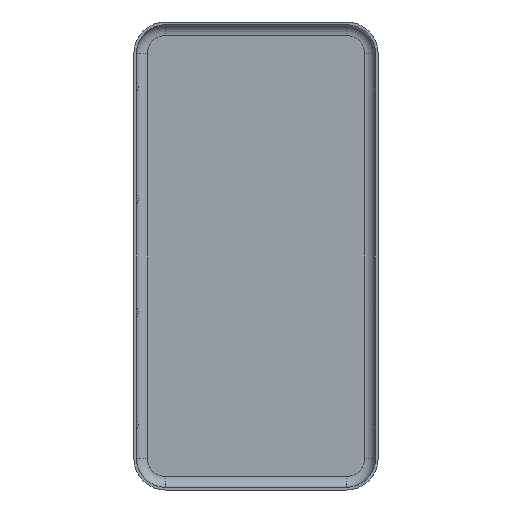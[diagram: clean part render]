
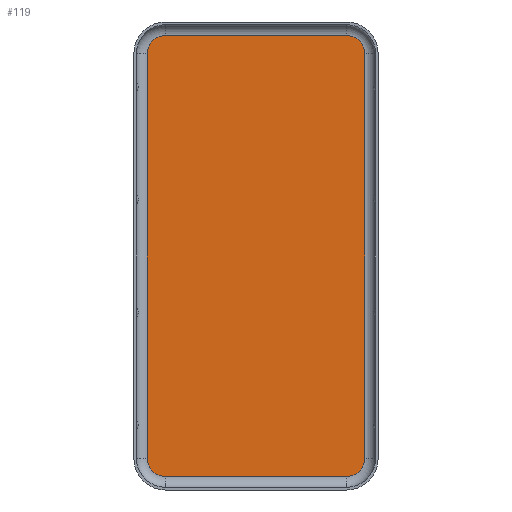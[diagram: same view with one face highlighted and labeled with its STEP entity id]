
A CAD part, front view. The second image highlights one B-rep face of the part: STEP entity #119.
In plain terms, the highlighted planar face has unit normal (0, -1, 0).
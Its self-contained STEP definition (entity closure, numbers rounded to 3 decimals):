
#119 = ADVANCED_FACE( 'NONE', ( #268 ), #269, .T. );
#268 = FACE_OUTER_BOUND( '', #445, .T. );
#269 = PLANE( '', #446 );
#445 = EDGE_LOOP( '', ( #714, #715, #716, #717, #718, #719, #720, #721 ) );
#446 = AXIS2_PLACEMENT_3D( '', #722, #723, #724 );
#714 = ORIENTED_EDGE( '', *, *, #1027, .F. );
#715 = ORIENTED_EDGE( '', *, *, #998, .F. );
#716 = ORIENTED_EDGE( '', *, *, #1028, .F. );
#717 = ORIENTED_EDGE( '', *, *, #973, .T. );
#718 = ORIENTED_EDGE( '', *, *, #1022, .T. );
#719 = ORIENTED_EDGE( '', *, *, #1029, .F. );
#720 = ORIENTED_EDGE( '', *, *, #1016, .T. );
#721 = ORIENTED_EDGE( '', *, *, #993, .T. );
#722 = CARTESIAN_POINT( '', ( 10.05, 0., -22.45 ) );
#723 = DIRECTION( '', ( 0., -1., 0. ) );
#724 = DIRECTION( '', ( 0., 0., -1. ) );
#973 = EDGE_CURVE( 'NONE', #1147, #1145, #1148, .T. );
#993 = EDGE_CURVE( 'NONE', #1176, #1174, #1177, .T. );
#998 = EDGE_CURVE( 'NONE', #1183, #1185, #1186, .T. );
#1016 = EDGE_CURVE( 'NONE', #1213, #1176, #1214, .T. );
#1022 = EDGE_CURVE( 'NONE', #1145, #1219, #1221, .T. );
#1027 = EDGE_CURVE( 'NONE', #1185, #1174, #1227, .T. );
#1028 = EDGE_CURVE( 'NONE', #1147, #1183, #1228, .T. );
#1029 = EDGE_CURVE( 'NONE', #1213, #1219, #1229, .T. );
#1145 = VERTEX_POINT( 'NONE', #1369 );
#1147 = VERTEX_POINT( 'NONE', #1371 );
#1148 = CIRCLE( '', #1372, 2. );
#1174 = VERTEX_POINT( 'NONE', #1401 );
#1176 = VERTEX_POINT( 'NONE', #1403 );
#1177 = CIRCLE( '', #1404, 2. );
#1183 = VERTEX_POINT( 'NONE', #1410 );
#1185 = VERTEX_POINT( 'NONE', #1412 );
#1186 = CIRCLE( '', #1413, 2. );
#1213 = VERTEX_POINT( 'NONE', #1448 );
#1214 = LINE( '', #1449, #1450 );
#1219 = VERTEX_POINT( 'NONE', #1456 );
#1221 = LINE( '', #1458, #1459 );
#1227 = LINE( '', #1466, #1467 );
#1228 = LINE( '', #1468, #1469 );
#1229 = CIRCLE( '', #1470, 2. );
#1369 = CARTESIAN_POINT( '', ( 10.05, 0., 24.45 ) );
#1371 = CARTESIAN_POINT( '', ( 12.05, 0., 22.45 ) );
#1372 = AXIS2_PLACEMENT_3D( '', #1607, #1608, #1609 );
#1401 = CARTESIAN_POINT( '', ( -10.05, 0., -24.45 ) );
#1403 = CARTESIAN_POINT( '', ( -12.05, 0., -22.45 ) );
#1404 = AXIS2_PLACEMENT_3D( '', #1640, #1641, #1642 );
#1410 = CARTESIAN_POINT( '', ( 12.05, 0., -22.45 ) );
#1412 = CARTESIAN_POINT( '', ( 10.05, 0., -24.45 ) );
#1413 = AXIS2_PLACEMENT_3D( '', #1652, #1653, #1654 );
#1448 = CARTESIAN_POINT( '', ( -12.05, 0., 22.45 ) );
#1449 = CARTESIAN_POINT( '', ( -12.05, 0., 0. ) );
#1450 = VECTOR( '', #1678, 1000. );
#1456 = CARTESIAN_POINT( '', ( -10.05, 0., 24.45 ) );
#1458 = CARTESIAN_POINT( '', ( 10.05, 0., 24.45 ) );
#1459 = VECTOR( '', #1686, 1000. );
#1466 = CARTESIAN_POINT( '', ( 10.05, 0., -24.45 ) );
#1467 = VECTOR( '', #1691, 1000. );
#1468 = CARTESIAN_POINT( '', ( 12.05, 0., 0. ) );
#1469 = VECTOR( '', #1692, 1000. );
#1470 = AXIS2_PLACEMENT_3D( '', #1693, #1694, #1695 );
#1607 = CARTESIAN_POINT( '', ( 10.05, 0., 22.45 ) );
#1608 = DIRECTION( '', ( 0., -1., 0. ) );
#1609 = DIRECTION( '', ( 0., 0., -1. ) );
#1640 = CARTESIAN_POINT( '', ( -10.05, 0., -22.45 ) );
#1641 = DIRECTION( '', ( 0., -1., 0. ) );
#1642 = DIRECTION( '', ( 0., 0., 1. ) );
#1652 = CARTESIAN_POINT( '', ( 10.05, 0., -22.45 ) );
#1653 = DIRECTION( '', ( 0., 1., 0. ) );
#1654 = DIRECTION( '', ( 0., 0., 1. ) );
#1678 = DIRECTION( '', ( 0., 0., -1. ) );
#1686 = DIRECTION( '', ( -1., 0., 0. ) );
#1691 = DIRECTION( '', ( -1., 0., 0. ) );
#1692 = DIRECTION( '', ( 0., 0., -1. ) );
#1693 = CARTESIAN_POINT( '', ( -10.05, 0., 22.45 ) );
#1694 = DIRECTION( '', ( 0., 1., 0. ) );
#1695 = DIRECTION( '', ( 0., 0., -1. ) );
